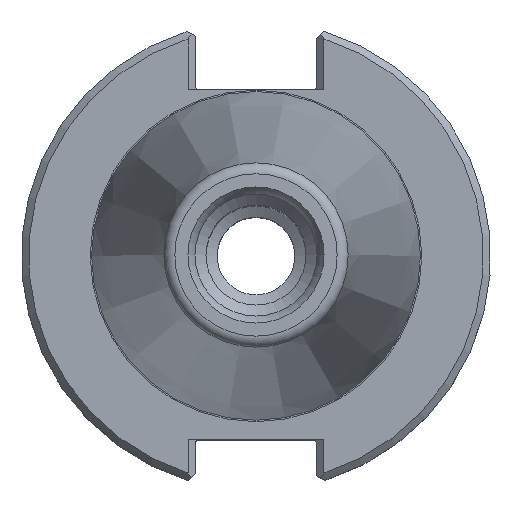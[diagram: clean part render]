
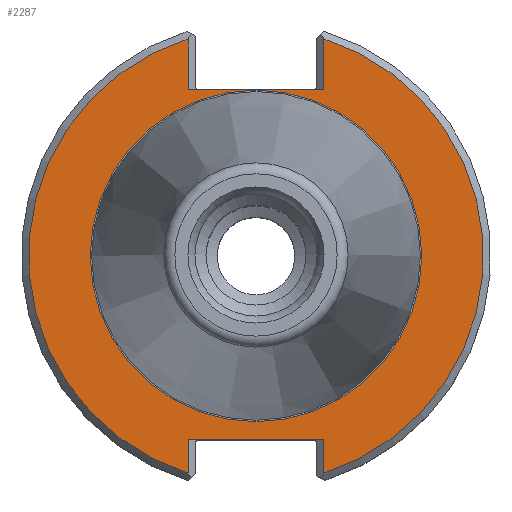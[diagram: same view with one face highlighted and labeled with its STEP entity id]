
A CAD part, top view. The second image highlights one B-rep face of the part: STEP entity #2287.
In plain terms, the highlighted planar face has unit normal (0, 0, 1).
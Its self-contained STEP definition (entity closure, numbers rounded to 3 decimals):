
#56=LINE('',#3490,#121);
#59=LINE('',#3501,#124);
#78=LINE('',#3584,#143);
#80=LINE('',#3600,#145);
#81=LINE('',#3602,#146);
#82=LINE('',#3604,#147);
#121=VECTOR('',#2759,1000.);
#124=VECTOR('',#2764,1000.);
#143=VECTOR('',#2811,1000.);
#145=VECTOR('',#2821,1000.);
#146=VECTOR('',#2822,1000.);
#147=VECTOR('',#2823,1000.);
#265=PLANE('',#2452);
#663=ORIENTED_EDGE('',*,*,#900,.T.);
#664=ORIENTED_EDGE('',*,*,#895,.T.);
#665=ORIENTED_EDGE('',*,*,#925,.F.);
#666=ORIENTED_EDGE('',*,*,#891,.T.);
#667=ORIENTED_EDGE('',*,*,#917,.T.);
#668=ORIENTED_EDGE('',*,*,#930,.T.);
#669=ORIENTED_EDGE('',*,*,#931,.F.);
#670=ORIENTED_EDGE('',*,*,#932,.T.);
#671=ORIENTED_EDGE('',*,*,#889,.F.);
#889=EDGE_CURVE('',#1072,#1072,#1169,.T.);
#891=EDGE_CURVE('',#1074,#1073,#56,.T.);
#895=EDGE_CURVE('',#1075,#1076,#59,.T.);
#900=EDGE_CURVE('',#1079,#1075,#1170,.T.);
#917=EDGE_CURVE('',#1073,#1090,#1171,.T.);
#925=EDGE_CURVE('',#1074,#1076,#78,.T.);
#930=EDGE_CURVE('',#1090,#1097,#80,.T.);
#931=EDGE_CURVE('',#1098,#1097,#81,.T.);
#932=EDGE_CURVE('',#1098,#1079,#82,.T.);
#1072=VERTEX_POINT('',#3483);
#1073=VERTEX_POINT('',#3489);
#1074=VERTEX_POINT('',#3491);
#1075=VERTEX_POINT('',#3498);
#1076=VERTEX_POINT('',#3500);
#1079=VERTEX_POINT('',#3516);
#1090=VERTEX_POINT('',#3562);
#1097=VERTEX_POINT('',#3601);
#1098=VERTEX_POINT('',#3603);
#1169=CIRCLE('',#2432,22.413);
#1170=CIRCLE('',#2437,30.75);
#1171=CIRCLE('',#2444,30.75);
#1300=EDGE_LOOP('',(#663,#664,#665,#666,#667,#668,#669,#670));
#1301=EDGE_LOOP('',(#671));
#1446=FACE_BOUND('',#1300,.T.);
#1447=FACE_BOUND('',#1301,.T.);
#2287=ADVANCED_FACE('',(#1446,#1447),#265,.T.);
#2432=AXIS2_PLACEMENT_3D('',#3482,#2755,#2756);
#2437=AXIS2_PLACEMENT_3D('',#3517,#2771,#2772);
#2444=AXIS2_PLACEMENT_3D('',#3563,#2797,#2798);
#2452=AXIS2_PLACEMENT_3D('',#3599,#2819,#2820);
#2755=DIRECTION('',(0.,0.,1.));
#2756=DIRECTION('',(1.,0.,0.));
#2759=DIRECTION('',(0.,-1.,0.));
#2764=DIRECTION('',(0.,1.,0.));
#2771=DIRECTION('',(0.,0.,1.));
#2772=DIRECTION('',(1.,0.,0.));
#2797=DIRECTION('',(0.,0.,1.));
#2798=DIRECTION('',(1.,0.,0.));
#2811=DIRECTION('',(-1.,0.,0.));
#2819=DIRECTION('',(0.,0.,1.));
#2820=DIRECTION('',(1.,0.,0.));
#2821=DIRECTION('',(0.,-1.,0.));
#2822=DIRECTION('',(1.,0.,0.));
#2823=DIRECTION('',(0.,1.,0.));
#3482=CARTESIAN_POINT('',(0.,0.,-3.17));
#3483=CARTESIAN_POINT('',(22.413,0.,-3.17));
#3489=CARTESIAN_POINT('',(9.19,-29.345,-3.17));
#3490=CARTESIAN_POINT('',(9.19,-30.831,-3.17));
#3491=CARTESIAN_POINT('',(9.19,-24.87,-3.17));
#3498=CARTESIAN_POINT('',(-9.19,-29.345,-3.17));
#3500=CARTESIAN_POINT('',(-9.19,-24.87,-3.17));
#3501=CARTESIAN_POINT('',(-9.19,-24.87,-3.17));
#3516=CARTESIAN_POINT('',(-9.19,29.345,-3.17));
#3517=CARTESIAN_POINT('',(0.,0.,-3.17));
#3562=CARTESIAN_POINT('',(9.19,29.345,-3.17));
#3563=CARTESIAN_POINT('',(0.,0.,-3.17));
#3584=CARTESIAN_POINT('',(8.19,-24.87,-3.17));
#3599=CARTESIAN_POINT('',(22.413,0.,-3.17));
#3600=CARTESIAN_POINT('',(9.19,22.46,-3.17));
#3601=CARTESIAN_POINT('',(9.19,22.46,-3.17));
#3602=CARTESIAN_POINT('',(-8.19,22.46,-3.17));
#3603=CARTESIAN_POINT('',(-9.19,22.46,-3.17));
#3604=CARTESIAN_POINT('',(-9.19,30.831,-3.17));
